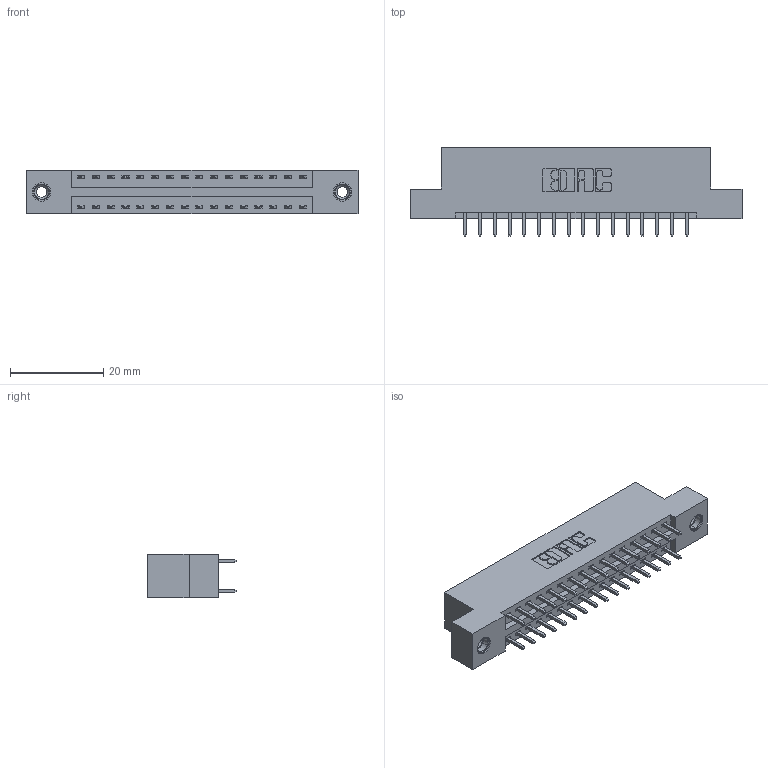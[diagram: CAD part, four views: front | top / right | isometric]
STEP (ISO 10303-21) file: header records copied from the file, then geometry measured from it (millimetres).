
FILE_DESCRIPTION (( 'STEP AP203' ), '1' );
FILE_NAME ('396-032-521-208.STEP', '2018-09-05T10:01:15', ( '' ), ( '' ), 'SwSTEP 2.0', 'SolidWorks 2016', '' );
FILE_SCHEMA (( 'CONFIG_CONTROL_DESIGN' ));
Length unit declared in the file: inch
Products named in the file (4): 346 Part_Flush Mounting Lugs - 0.156 Dia-TI; 345-292-001_345-293-121; 345-250-001_345-250-003-102; 396-032-521-208
Assembly tree (35 placements, depth 2):
  396-032-521-208
    346 Part_Flush Mounting Lugs - 0.156 Dia-TI
    345-292-001_345-293-121  x32
    345-250-001_345-250-003-102  x2
Bounding box: 71.37 x 19.05 x 9.4 mm (x, y, z)
Volume: 6738.3 mm3; surface area: 8785.7 mm2
Topology: 35 solids, 35 shells, 1846 faces, 5425 edges, 3566 vertices
Faces by surface type: plane 1228, cylinder 602, cone 12, torus 4
Entity records: 15146 total; most frequent: CARTESIAN_POINT 2515, ORIENTED_EDGE 2442, DIRECTION 2295, EDGE_CURVE 1221, VECTOR 1005, LINE 1005, VERTEX_POINT 808, AXIS2_PLACEMENT_3D 645
